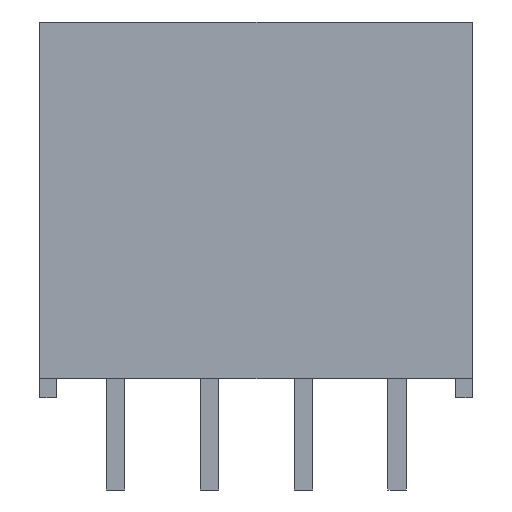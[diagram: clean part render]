
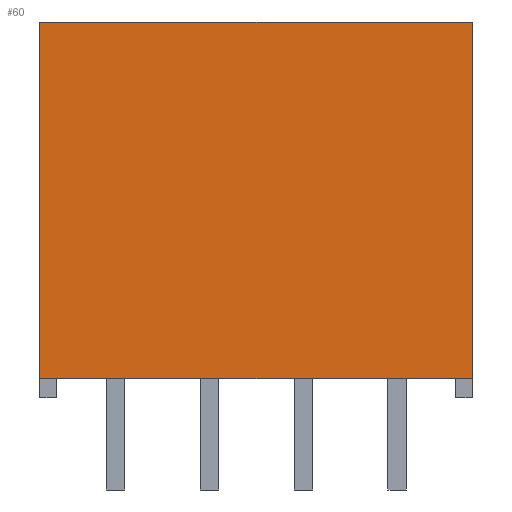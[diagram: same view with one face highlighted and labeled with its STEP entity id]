
A CAD part, front view. The second image highlights one B-rep face of the part: STEP entity #60.
In plain terms, the highlighted planar face has unit normal (0, -1, 0).
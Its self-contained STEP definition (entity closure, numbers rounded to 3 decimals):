
#20 = ORIENTED_EDGE ( 'NONE', *, *, #36, .F. ) ;
#36 = EDGE_CURVE ( 'NONE', #827, #800, #703, .T. ) ;
#37 = PLANE ( 'NONE',  #552 ) ;
#60 = ADVANCED_FACE ( 'NONE', ( #770 ), #37, .T. ) ;
#68 = VECTOR ( 'NONE', #541, 1000. ) ;
#221 = ORIENTED_EDGE ( 'NONE', *, *, #268, .T. ) ;
#239 = ORIENTED_EDGE ( 'NONE', *, *, #480, .F. ) ;
#268 = EDGE_CURVE ( 'NONE', #885, #800, #761, .T. ) ;
#306 = ORIENTED_EDGE ( 'NONE', *, *, #709, .F. ) ;
#317 = VECTOR ( 'NONE', #565, 1000. ) ;
#329 = DIRECTION ( 'NONE',  ( 0., -1., 0. ) ) ;
#363 = DIRECTION ( 'NONE',  ( 0., 0., 1. ) ) ;
#368 = VECTOR ( 'NONE', #691, 1000. ) ;
#395 = EDGE_LOOP ( 'NONE', ( #239, #221, #20, #306 ) ) ;
#411 = CARTESIAN_POINT ( 'NONE',  ( 5.85, -3.05, 0. ) ) ;
#480 = EDGE_CURVE ( 'NONE', #885, #523, #728, .T. ) ;
#494 = CARTESIAN_POINT ( 'NONE',  ( -5.85, -3.05, 9.65 ) ) ;
#523 = VERTEX_POINT ( 'NONE', #494 ) ;
#528 = VECTOR ( 'NONE', #363, 1000. ) ;
#541 = DIRECTION ( 'NONE',  ( 1., 0., 0. ) ) ;
#552 = AXIS2_PLACEMENT_3D ( 'NONE', #411, #329, #907 ) ;
#560 = LINE ( 'NONE', #716, #317 ) ;
#565 = DIRECTION ( 'NONE',  ( 1., 0., 0. ) ) ;
#615 = CARTESIAN_POINT ( 'NONE',  ( -5.85, -3.05, 0. ) ) ;
#629 = CARTESIAN_POINT ( 'NONE',  ( 5.85, -3.05, 0. ) ) ;
#691 = DIRECTION ( 'NONE',  ( 0., 0., -1. ) ) ;
#703 = LINE ( 'NONE', #629, #368 ) ;
#709 = EDGE_CURVE ( 'NONE', #523, #827, #560, .T. ) ;
#716 = CARTESIAN_POINT ( 'NONE',  ( -5.85, -3.05, 9.65 ) ) ;
#720 = CARTESIAN_POINT ( 'NONE',  ( -5.85, -3.05, 0. ) ) ;
#728 = LINE ( 'NONE', #720, #528 ) ;
#761 = LINE ( 'NONE', #802, #68 ) ;
#770 = FACE_OUTER_BOUND ( 'NONE', #395, .T. ) ;
#800 = VERTEX_POINT ( 'NONE', #917 ) ;
#802 = CARTESIAN_POINT ( 'NONE',  ( -5.85, -3.05, 0. ) ) ;
#827 = VERTEX_POINT ( 'NONE', #831 ) ;
#831 = CARTESIAN_POINT ( 'NONE',  ( 5.85, -3.05, 9.65 ) ) ;
#885 = VERTEX_POINT ( 'NONE', #615 ) ;
#907 = DIRECTION ( 'NONE',  ( 0., 0., -1. ) ) ;
#917 = CARTESIAN_POINT ( 'NONE',  ( 5.85, -3.05, 0. ) ) ;
